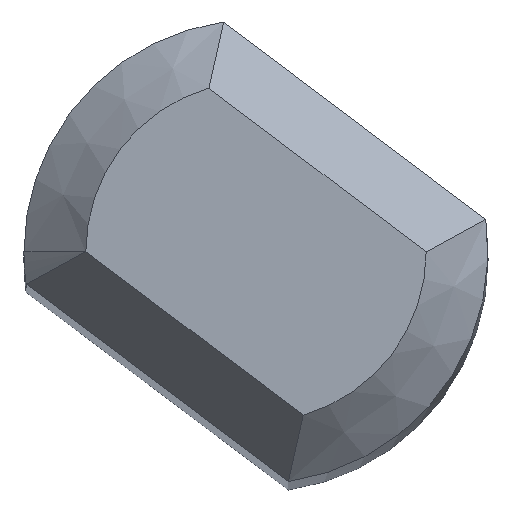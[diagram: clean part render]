
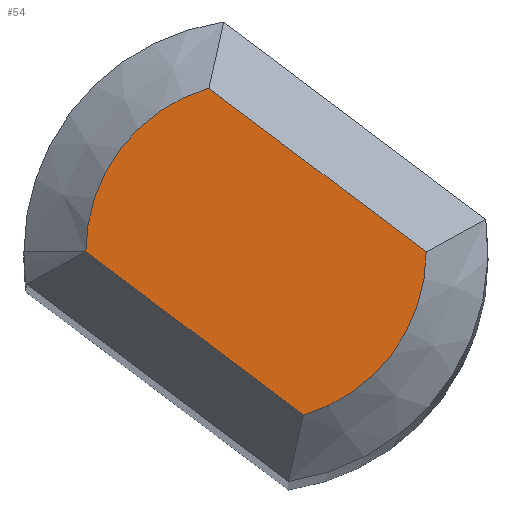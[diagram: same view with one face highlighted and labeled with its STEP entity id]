
A CAD part, top view. The second image highlights one B-rep face of the part: STEP entity #54.
In plain terms, the highlighted planar face has unit normal (0, 0, 1).
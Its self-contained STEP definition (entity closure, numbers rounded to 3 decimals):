
#10 = EDGE_CURVE ( 'NONE', #258, #394, #491, .T. ) ;
#11 = AXIS2_PLACEMENT_3D ( 'NONE', #299, #35, #23 ) ;
#23 = DIRECTION ( 'NONE',  ( 1., 0., 0. ) ) ;
#35 = DIRECTION ( 'NONE',  ( 0., 0., 1. ) ) ;
#54 = ADVANCED_FACE ( 'NONE', ( #375 ), #335, .T. ) ;
#65 = CARTESIAN_POINT ( 'NONE',  ( -19.894, 3.06, 80. ) ) ;
#90 = CARTESIAN_POINT ( 'NONE',  ( -22.644, 3.064, 80. ) ) ;
#100 = ORIENTED_EDGE ( 'NONE', *, *, #175, .T. ) ;
#127 = EDGE_CURVE ( 'NONE', #394, #378, #390, .T. ) ;
#138 = CARTESIAN_POINT ( 'NONE',  ( -6.724, -8.927, 80. ) ) ;
#151 = DIRECTION ( 'NONE',  ( 1., 0., 0. ) ) ;
#173 = VECTOR ( 'NONE', #320, 1000. ) ;
#175 = EDGE_CURVE ( 'NONE', #214, #258, #368, .T. ) ;
#212 = DIRECTION ( 'NONE',  ( 0., 0., 1. ) ) ;
#214 = VERTEX_POINT ( 'NONE', #477 ) ;
#215 = ORIENTED_EDGE ( 'NONE', *, *, #230, .T. ) ;
#216 = CARTESIAN_POINT ( 'NONE',  ( 0., 0., 80. ) ) ;
#230 = EDGE_CURVE ( 'NONE', #378, #214, #362, .T. ) ;
#248 = ORIENTED_EDGE ( 'NONE', *, *, #10, .T. ) ;
#258 = VERTEX_POINT ( 'NONE', #90 ) ;
#296 = DIRECTION ( 'NONE',  ( 0.799, -0.602, 0. ) ) ;
#299 = CARTESIAN_POINT ( 'NONE',  ( -19.894, 3.06, 80. ) ) ;
#311 = DIRECTION ( 'NONE',  ( 0., 0., 1. ) ) ;
#320 = DIRECTION ( 'NONE',  ( -0.799, 0.602, 0. ) ) ;
#328 = EDGE_LOOP ( 'NONE', ( #248, #396, #215, #100 ) ) ;
#335 = PLANE ( 'NONE',  #384 ) ;
#347 = CARTESIAN_POINT ( 'NONE',  ( -19.131, 0.418, 80. ) ) ;
#358 = DIRECTION ( 'NONE',  ( 1., 0., 0. ) ) ;
#362 = LINE ( 'NONE', #472, #173 ) ;
#368 = CIRCLE ( 'NONE', #446, 2.75 ) ;
#375 = FACE_OUTER_BOUND ( 'NONE', #328, .T. ) ;
#378 = VERTEX_POINT ( 'NONE', #462 ) ;
#384 = AXIS2_PLACEMENT_3D ( 'NONE', #216, #212, #151 ) ;
#390 = CIRCLE ( 'NONE', #11, 2.75 ) ;
#394 = VERTEX_POINT ( 'NONE', #347 ) ;
#396 = ORIENTED_EDGE ( 'NONE', *, *, #127, .T. ) ;
#441 = VECTOR ( 'NONE', #296, 1000. ) ;
#446 = AXIS2_PLACEMENT_3D ( 'NONE', #65, #311, #358 ) ;
#462 = CARTESIAN_POINT ( 'NONE',  ( -17.144, 3.057, 80. ) ) ;
#472 = CARTESIAN_POINT ( 'NONE',  ( -4.736, -6.288, 80. ) ) ;
#477 = CARTESIAN_POINT ( 'NONE',  ( -20.657, 5.703, 80. ) ) ;
#491 = LINE ( 'NONE', #138, #441 ) ;
